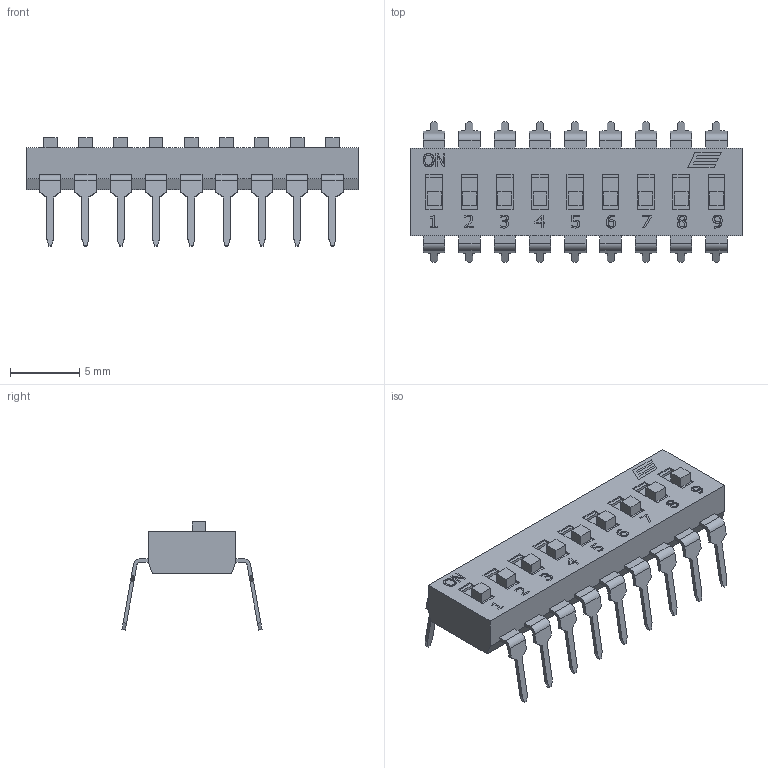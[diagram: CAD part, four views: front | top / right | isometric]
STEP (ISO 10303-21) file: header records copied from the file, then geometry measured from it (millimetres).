
FILE_DESCRIPTION(/* description */ (''),/* implementation_level */ '2;1');
FILE_NAME(/* name */ 'KAE09LAGx.stp',/* time_stamp */ '2025-05-21T10:04:15-05:00',/* author */ ('mroman'),/* organization */ (''),/* preprocessor_version */ 'ST-DEVELOPER v18.1',/* originating_system */ 'Autodesk Inventor 2022',/* authorisation */ '');
FILE_SCHEMA (('AUTOMOTIVE_DESIGN { 1 0 10303 214 3 1 1 }'));
Length unit declared in the file: centimetre
Products named in the file (1): KAE09LAGx
Bounding box: 23.9 x 10.09 x 7.8 mm (x, y, z)
Volume: 478.2 mm3; surface area: 754.9 mm2
Topology: 1 solids, 1 shells, 626 faces, 1719 edges, 1140 vertices
Faces by surface type: plane 475, bspline 115, cylinder 36
Entity records: 20584 total; most frequent: CARTESIAN_POINT 5349, ORIENTED_EDGE 3438, DIRECTION 2585, EDGE_CURVE 1719, LINE 1417, VECTOR 1417, VERTEX_POINT 1140, EDGE_LOOP 671
